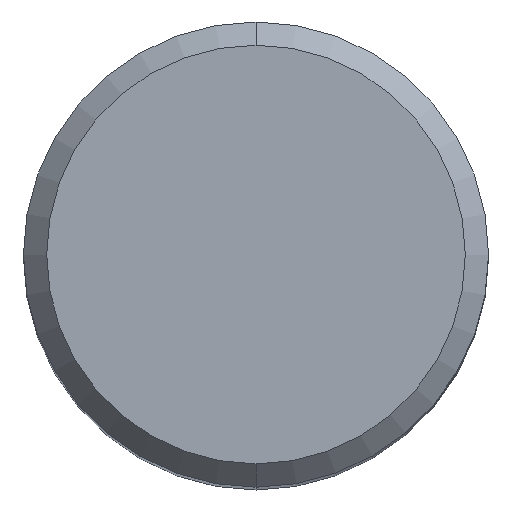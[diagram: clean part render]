
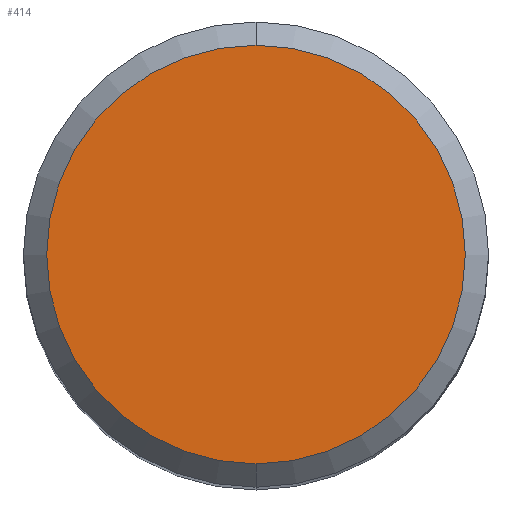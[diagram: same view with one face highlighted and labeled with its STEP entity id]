
A CAD part, top view. The second image highlights one B-rep face of the part: STEP entity #414.
In plain terms, the highlighted planar face has unit normal (0, 0, 1).
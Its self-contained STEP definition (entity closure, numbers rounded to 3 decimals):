
#182=EDGE_CURVE('',#454,#222,#484,.T.);
#222=VERTEX_POINT('',#526);
#238=EDGE_CURVE('',#222,#454,#544,.T.);
#414=ADVANCED_FACE('',(#740),#741,.T.);
#454=VERTEX_POINT('',#785);
#484=CIRCLE('',#812,7.2);
#526=CARTESIAN_POINT('',(0.0,7.2,0.0));
#544=CIRCLE('',#985,7.2);
#740=FACE_OUTER_BOUND('',#1420,.T.);
#741=PLANE('',#1421);
#785=CARTESIAN_POINT('',(0.,-7.2,0.0));
#812=AXIS2_PLACEMENT_3D('',#1497,#1498,#1499);
#985=AXIS2_PLACEMENT_3D('',#1547,#1548,#1549);
#1420=EDGE_LOOP('',(#1773,#1774));
#1421=AXIS2_PLACEMENT_3D('',#1775,#1776,#1777);
#1497=CARTESIAN_POINT('',(0.0,0.0,0.0));
#1498=DIRECTION('',(0.0,0.0,-1.0));
#1499=DIRECTION('',(0.0,1.0,0.0));
#1547=CARTESIAN_POINT('',(0.0,0.0,0.0));
#1548=DIRECTION('',(0.0,0.0,-1.0));
#1549=DIRECTION('',(0.0,1.0,0.0));
#1773=ORIENTED_EDGE('',*,*,#238,.F.);
#1774=ORIENTED_EDGE('',*,*,#182,.F.);
#1775=CARTESIAN_POINT('',(0.0,3.6,0.0));
#1776=DIRECTION('',(-0.0,0.0,1.0));
#1777=DIRECTION('',(0.0,-1.0,0.0));
